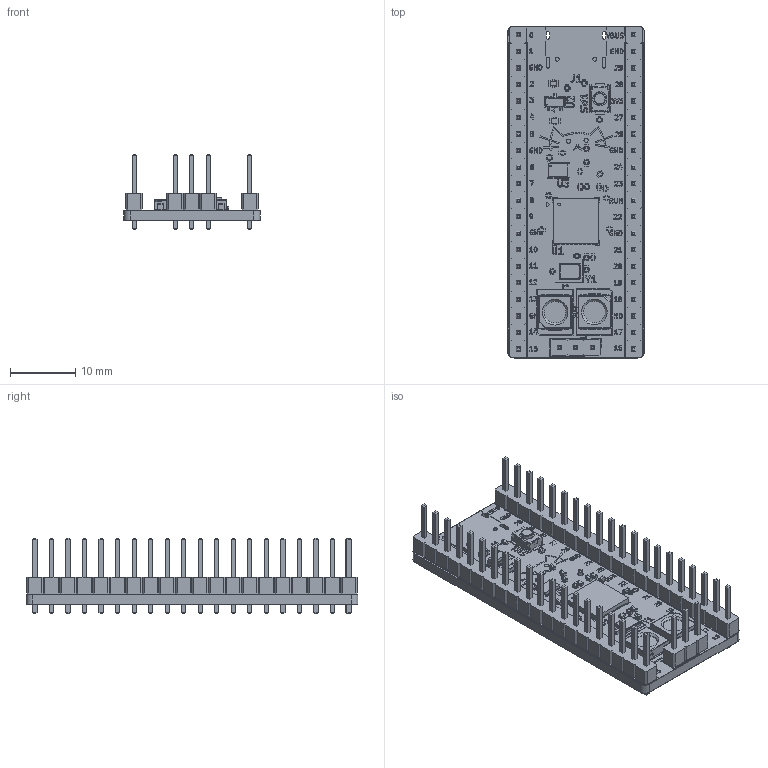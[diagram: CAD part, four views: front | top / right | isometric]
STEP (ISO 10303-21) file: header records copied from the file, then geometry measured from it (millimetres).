
FILE_DESCRIPTION(('KiCad electronic assembly'),'2;1');
FILE_NAME('devboard.step','2025-12-14T20:37:55',('Pcbnew'),('Kicad'), 'Open CASCADE STEP processor 7.9','KiCad to STEP converter','Unknown' );
FILE_SCHEMA(('AUTOMOTIVE_DESIGN { 1 0 10303 214 1 1 1 1 }'));
Length unit declared in the file: millimetre
Products named in the file (17): devboard 1; QFN-56-1EP_7x7mm_P0.4mm_EP3.2x3.2mm; C_0402_1005Metric; R_0402_1005Metric; SOT-23; LED_WS2812B_PLCC4_5.0x5.0mm_P3.2mm; Crystal_SMD_3225-4Pin_3.2x2.5mm; Winbond_USON-8-1EP_3x2mm_P0.5mm_EP0.2x1.6mm; SW_Push_SPST_NO_Alps_SKRK; C_0603_1608Metric; PinHeader_1x03_P2.54mm_Vertical; PinHeader_1x20_P2.54mm_Vertical; devboard_silkscreen; devboard_soldermask; devboard_PCB
Assembly tree (39 placements, depth 2):
  devboard 1
    QFN-56-1EP_7x7mm_P0.4mm_EP3.2x3.2mm
    C_0402_1005Metric  x15
    R_0402_1005Metric  x7
    SOT-23
    LED_WS2812B_PLCC4_5.0x5.0mm_P3.2mm  x2
    Crystal_SMD_3225-4Pin_3.2x2.5mm
    Winbond_USON-8-1EP_3x2mm_P0.5mm_EP0.2x1.6mm
    SW_Push_SPST_NO_Alps_SKRK
    C_0603_1608Metric  x2
    PinHeader_1x03_P2.54mm_Vertical
    PinHeader_1x20_P2.54mm_Vertical  x2
    devboard_silkscreen
    devboard_silkscreen
    devboard_soldermask
    devboard_soldermask
    devboard_PCB
Bounding box: 21 x 51 x 11.54 mm (x, y, z)
Volume: 2551.7 mm3; surface area: 7591.7 mm2
Topology: 35 solids, 229 shells, 2739 faces, 10162 edges, 7798 vertices
Faces by surface type: plane 2319, cylinder 401, bspline 16, cone 2, torus 1
Full cylindrical faces by diameter (mm): 0.25 x1, 0.4 x1, 0.65 x2, 1 x43, 1.8 x1, 2.2 x1, 3.333 x2
Entity records: 87594 total; most frequent: CARTESIAN_POINT 14988, DIRECTION 11813, ORIENTED_EDGE 11098, EDGE_CURVE 7307, LINE 6023, VECTOR 6023, VERTEX_POINT 5958, AXIS2_PLACEMENT_3D 2895
